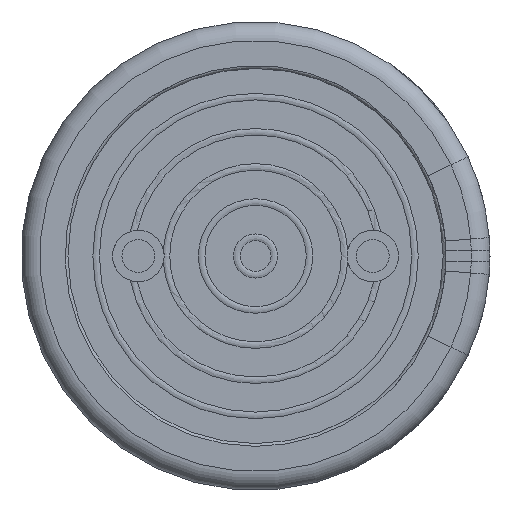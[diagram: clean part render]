
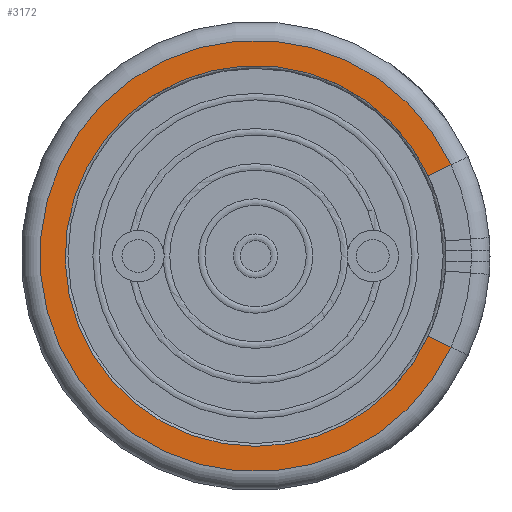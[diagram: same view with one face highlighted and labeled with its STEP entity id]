
A CAD part, front view. The second image highlights one B-rep face of the part: STEP entity #3172.
In plain terms, the highlighted planar face has unit normal (0, -1, 0).
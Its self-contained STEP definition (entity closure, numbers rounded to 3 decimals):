
#219=PLANE('',#3467);
#310=FACE_OUTER_BOUND('',#450,.T.);
#450=EDGE_LOOP('',(#2662,#2663,#2664,#2665,#2666));
#587=LINE('',#5760,#738);
#590=LINE('',#5778,#741);
#738=VECTOR('',#4002,10.);
#741=VECTOR('',#4021,10.);
#954=CIRCLE('',#3463,2.3);
#957=CIRCLE('',#3468,2.03);
#958=CIRCLE('',#3469,2.03);
#1277=VERTEX_POINT('',#5675);
#1280=VERTEX_POINT('',#5681);
#1305=VERTEX_POINT('',#5758);
#1312=VERTEX_POINT('',#5777);
#1349=VERTEX_POINT('',#5958);
#1744=EDGE_CURVE('',#1280,#1305,#587,.T.);
#1754=EDGE_CURVE('',#1312,#1277,#590,.T.);
#1807=EDGE_CURVE('',#1312,#1305,#954,.T.);
#1810=EDGE_CURVE('',#1349,#1277,#957,.T.);
#1811=EDGE_CURVE('',#1280,#1349,#958,.T.);
#2662=ORIENTED_EDGE('',*,*,#1754,.T.);
#2663=ORIENTED_EDGE('',*,*,#1810,.F.);
#2664=ORIENTED_EDGE('',*,*,#1811,.F.);
#2665=ORIENTED_EDGE('',*,*,#1744,.T.);
#2666=ORIENTED_EDGE('',*,*,#1807,.F.);
#3172=ADVANCED_FACE('',(#310),#219,.F.);
#3463=AXIS2_PLACEMENT_3D('',#5953,#4131,#4132);
#3467=AXIS2_PLACEMENT_3D('',#5957,#4139,#4140);
#3468=AXIS2_PLACEMENT_3D('',#5959,#4141,#4142);
#3469=AXIS2_PLACEMENT_3D('',#5960,#4143,#4144);
#4002=DIRECTION('',(0.906,0.,0.423));
#4021=DIRECTION('',(-0.906,0.,0.423));
#4131=DIRECTION('center_axis',(0.,1.,0.));
#4132=DIRECTION('ref_axis',(1.,0.,0.));
#4139=DIRECTION('center_axis',(0.,1.,0.));
#4140=DIRECTION('ref_axis',(0.,0.,1.));
#4141=DIRECTION('center_axis',(0.,-1.,0.));
#4142=DIRECTION('ref_axis',(-1.,0.,0.));
#4143=DIRECTION('center_axis',(0.,-1.,0.));
#4144=DIRECTION('ref_axis',(-1.,0.,0.));
#5675=CARTESIAN_POINT('',(1.84,0.,-0.858));
#5681=CARTESIAN_POINT('',(1.84,0.,0.858));
#5758=CARTESIAN_POINT('',(2.085,0.,0.972));
#5760=CARTESIAN_POINT('',(1.026,0.,0.479));
#5777=CARTESIAN_POINT('',(2.085,0.,-0.972));
#5778=CARTESIAN_POINT('',(1.026,0.,-0.479));
#5953=CARTESIAN_POINT('Origin',(0.,0.,0.));
#5957=CARTESIAN_POINT('Origin',(0.,0.,0.));
#5958=CARTESIAN_POINT('',(0.,0.,-2.03));
#5959=CARTESIAN_POINT('Origin',(0.,0.,0.));
#5960=CARTESIAN_POINT('Origin',(0.,0.,0.));
